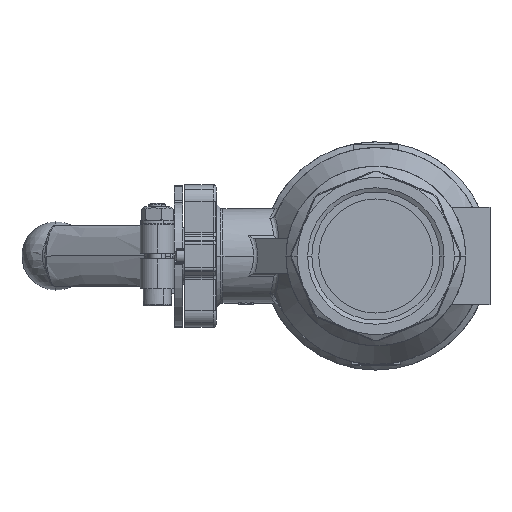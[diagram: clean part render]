
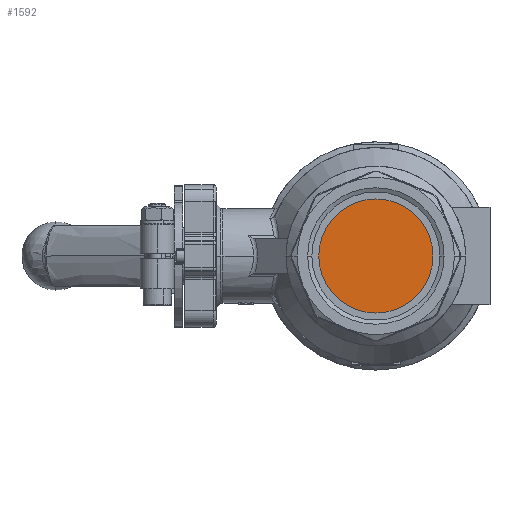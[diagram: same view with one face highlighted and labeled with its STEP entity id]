
A CAD part, left-side view. The second image highlights one B-rep face of the part: STEP entity #1592.
In plain terms, the highlighted planar face has unit normal (-1, 0, 0).
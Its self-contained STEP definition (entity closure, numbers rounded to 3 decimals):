
#1592=ADVANCED_FACE('',(#3557),#3558,.F.);
#3557=FACE_OUTER_BOUND('',#6658,.T.);
#3558=PLANE('',#6659);
#6658=EDGE_LOOP('',(#13046,#13047));
#6659=AXIS2_PLACEMENT_3D('',#13048,#13049,#13050);
#13046=ORIENTED_EDGE('',*,*,#16450,.F.);
#13047=ORIENTED_EDGE('',*,*,#17820,.F.);
#13048=CARTESIAN_POINT('',(-25.9,-10.0,0.0));
#13049=DIRECTION('',(1.0,0.0,0.0));
#13050=DIRECTION('',(0.0,1.0,-0.0));
#16450=EDGE_CURVE('',#19227,#19230,#19231,.T.);
#17820=EDGE_CURVE('',#19230,#19227,#21258,.T.);
#19227=VERTEX_POINT('',#23307);
#19230=VERTEX_POINT('',#23311);
#19231=CIRCLE('',#23312,20.0);
#21258=CIRCLE('',#27102,20.0);
#23307=CARTESIAN_POINT('',(-25.9,-20.0,0.0));
#23311=CARTESIAN_POINT('',(-25.9,20.0,0.));
#23312=AXIS2_PLACEMENT_3D('',#32198,#32199,#32200);
#27102=AXIS2_PLACEMENT_3D('',#33517,#33518,#33519);
#32198=CARTESIAN_POINT('',(-25.9,0.0,0.0));
#32199=DIRECTION('',(1.0,0.0,0.0));
#32200=DIRECTION('',(0.0,-1.0,0.0));
#33517=CARTESIAN_POINT('',(-25.9,0.0,0.0));
#33518=DIRECTION('',(1.0,0.0,0.0));
#33519=DIRECTION('',(0.0,-1.0,0.0));
